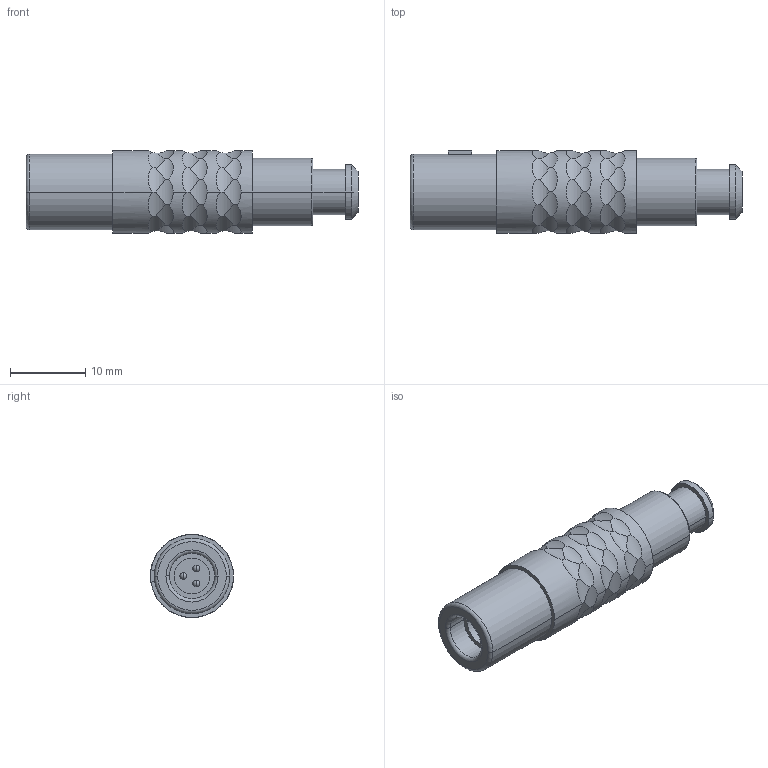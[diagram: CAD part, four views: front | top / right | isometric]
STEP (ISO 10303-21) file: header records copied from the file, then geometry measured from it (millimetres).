
FILE_DESCRIPTION((''),'2;1');
FILE_NAME('S20K0C-P03M','2013-10-31T',('RTrager'),(''),'PRO/ENGINEER BY PARAMETRIC TECHNOLOGY CORPORATION, 2013050','PRO/ENGINEER BY PARAMETRIC TECHNOLOGY CORPORATION, 2013050','');
FILE_SCHEMA(('CONFIG_CONTROL_DESIGN'));
Length unit declared in the file: millimetre
Products named in the file (1): S20K0C-P03M
Bounding box: 44 x 11 x 11 mm (x, y, z)
Volume: 2677.3 mm3; surface area: 2155.1 mm2
Topology: 1 solids, 1 shells, 159 faces, 411 edges, 263 vertices
Faces by surface type: cylinder 113, plane 24, torus 9, sphere 6, bspline 5, cone 2
Entity records: 6952 total; most frequent: CARTESIAN_POINT 3390, ORIENTED_EDGE 810, DIRECTION 617, EDGE_CURVE 405, AXIS2_PLACEMENT_3D 267, VERTEX_POINT 263, B_SPLINE_CURVE_WITH_KNOTS 209, EDGE_LOOP 174
